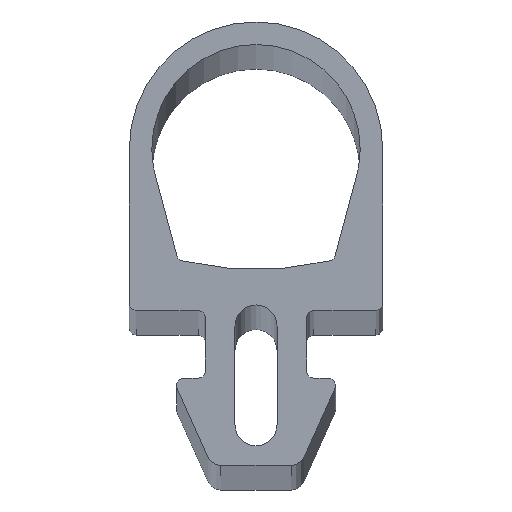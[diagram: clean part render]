
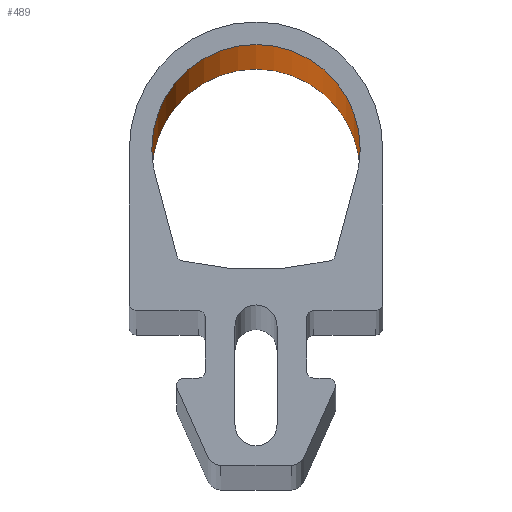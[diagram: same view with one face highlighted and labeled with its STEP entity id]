
A CAD part, top view. The second image highlights one B-rep face of the part: STEP entity #489.
In plain terms, the highlighted cylindrical face has radius 7.4 mm (diameter 14.8 mm), a partial arc.
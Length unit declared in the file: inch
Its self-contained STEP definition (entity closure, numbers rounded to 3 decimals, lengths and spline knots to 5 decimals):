
#17 = VERTEX_POINT ( 'NONE', #337 ) ;
#27 = ORIENTED_EDGE ( 'NONE', *, *, #72, .T. ) ;
#72 = EDGE_CURVE ( 'NONE', #428, #17, #645, .T. ) ;
#74 = CARTESIAN_POINT ( 'NONE',  ( -0.29134, 0., -39.37008 ) ) ;
#121 = DIRECTION ( 'NONE',  ( 0., 0., -1. ) ) ;
#242 = DIRECTION ( 'NONE',  ( 0., 0., 1. ) ) ;
#337 = CARTESIAN_POINT ( 'NONE',  ( 0.29134, 0., 0. ) ) ;
#352 = DIRECTION ( 'NONE',  ( 0., 0., 1. ) ) ;
#402 = CARTESIAN_POINT ( 'NONE',  ( -0.29134, 0., -39.37008 ) ) ;
#406 = CIRCLE ( 'NONE', #1126, 0.29134 ) ;
#428 = VERTEX_POINT ( 'NONE', #935 ) ;
#431 = CIRCLE ( 'NONE', #863, 0.29134 ) ;
#489 = ADVANCED_FACE ( 'NONE', ( #851 ), #1056, .F. ) ;
#491 = VECTOR ( 'NONE', #1280, 39.37008 ) ;
#563 = DIRECTION ( 'NONE',  ( 1., 0., 0. ) ) ;
#613 = DIRECTION ( 'NONE',  ( 1., 0., 0. ) ) ;
#614 = AXIS2_PLACEMENT_3D ( 'NONE', #1255, #242, #633 ) ;
#633 = DIRECTION ( 'NONE',  ( 1., 0., 0. ) ) ;
#645 = LINE ( 'NONE', #1163, #1155 ) ;
#694 = EDGE_CURVE ( 'NONE', #1151, #17, #406, .T. ) ;
#762 = LINE ( 'NONE', #74, #491 ) ;
#783 = EDGE_LOOP ( 'NONE', ( #917, #852, #27, #1076 ) ) ;
#851 = FACE_OUTER_BOUND ( 'NONE', #783, .T. ) ;
#852 = ORIENTED_EDGE ( 'NONE', *, *, #1035, .T. ) ;
#863 = AXIS2_PLACEMENT_3D ( 'NONE', #1288, #865, #563 ) ;
#865 = DIRECTION ( 'NONE',  ( 0., 0., -1. ) ) ;
#917 = ORIENTED_EDGE ( 'NONE', *, *, #1006, .F. ) ;
#935 = CARTESIAN_POINT ( 'NONE',  ( 0.29134, 0., -39.37008 ) ) ;
#1006 = EDGE_CURVE ( 'NONE', #1199, #1151, #762, .T. ) ;
#1035 = EDGE_CURVE ( 'NONE', #1199, #428, #431, .T. ) ;
#1056 = CYLINDRICAL_SURFACE ( 'NONE', #614, 0.29134 ) ;
#1076 = ORIENTED_EDGE ( 'NONE', *, *, #694, .F. ) ;
#1105 = CARTESIAN_POINT ( 'NONE',  ( -0.29134, 0., 0. ) ) ;
#1126 = AXIS2_PLACEMENT_3D ( 'NONE', #1166, #121, #613 ) ;
#1151 = VERTEX_POINT ( 'NONE', #1105 ) ;
#1155 = VECTOR ( 'NONE', #352, 39.37008 ) ;
#1163 = CARTESIAN_POINT ( 'NONE',  ( 0.29134, 0., -39.37008 ) ) ;
#1166 = CARTESIAN_POINT ( 'NONE',  ( 0., 0., 0. ) ) ;
#1199 = VERTEX_POINT ( 'NONE', #402 ) ;
#1255 = CARTESIAN_POINT ( 'NONE',  ( 0., 0., -39.37008 ) ) ;
#1280 = DIRECTION ( 'NONE',  ( 0., 0., 1. ) ) ;
#1288 = CARTESIAN_POINT ( 'NONE',  ( 0., 0., -39.37008 ) ) ;
